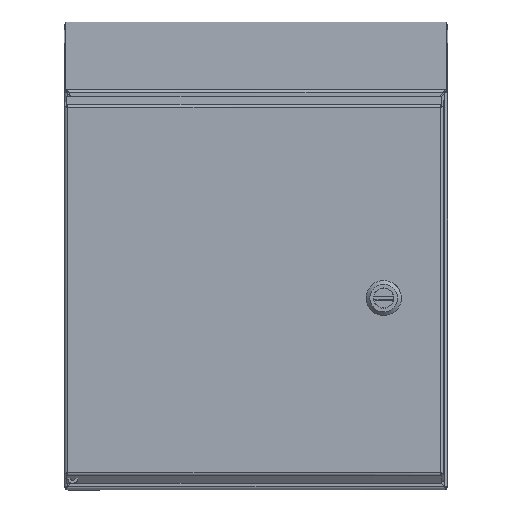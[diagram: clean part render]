
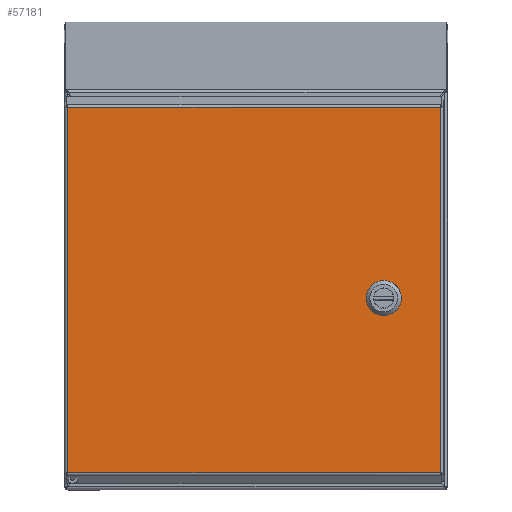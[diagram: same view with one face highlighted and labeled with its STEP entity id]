
A CAD part, top view. The second image highlights one B-rep face of the part: STEP entity #57181.
In plain terms, the highlighted planar face has unit normal (0, 0, 1).
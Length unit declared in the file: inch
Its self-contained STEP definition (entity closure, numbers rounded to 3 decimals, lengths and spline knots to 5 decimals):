
#1561 = CARTESIAN_POINT ( 'NONE',  ( 3.60182, -1.0893, 6.8865 ) ) ;
#1575 = EDGE_CURVE ( 'NONE', #29604, #58665, #13819, .T. ) ;
#2220 = DIRECTION ( 'NONE',  ( 0., 0., -1. ) ) ;
#2277 = EDGE_CURVE ( 'NONE', #69631, #25161, #27155, .T. ) ;
#2302 = CARTESIAN_POINT ( 'NONE',  ( 4.21488, -1.70236, 6.8865 ) ) ;
#3451 = VECTOR ( 'NONE', #23714, 39.37008 ) ;
#4389 = VECTOR ( 'NONE', #56521, 39.37008 ) ;
#5718 = DIRECTION ( 'NONE',  ( 0., 0., -1. ) ) ;
#5980 = CARTESIAN_POINT ( 'NONE',  ( -5.89343, -6.77604, 6.8865 ) ) ;
#7278 = DIRECTION ( 'NONE',  ( 1., 0., 0. ) ) ;
#7876 = VECTOR ( 'NONE', #79218, 39.37008 ) ;
#11374 = FACE_BOUND ( 'NONE', #71961, .T. ) ;
#11602 = VECTOR ( 'NONE', #31909, 39.37008 ) ;
#11862 = AXIS2_PLACEMENT_3D ( 'NONE', #53719, #60787, #59925 ) ;
#13172 = CARTESIAN_POINT ( 'NONE',  ( -0.06118, -6.77604, 6.8865 ) ) ;
#13819 = LINE ( 'NONE', #51256, #11602 ) ;
#14349 = ORIENTED_EDGE ( 'NONE', *, *, #34877, .T. ) ;
#14397 = ORIENTED_EDGE ( 'NONE', *, *, #41939, .T. ) ;
#16580 = VERTEX_POINT ( 'NONE', #64444 ) ;
#17528 = AXIS2_PLACEMENT_3D ( 'NONE', #65838, #5718, #79396 ) ;
#18157 = CARTESIAN_POINT ( 'NONE',  ( -0.06118, 4.67031, 6.8865 ) ) ;
#21120 = ORIENTED_EDGE ( 'NONE', *, *, #46503, .T. ) ;
#22379 = VERTEX_POINT ( 'NONE', #70750 ) ;
#22395 = VECTOR ( 'NONE', #25512, 39.37008 ) ;
#22797 = AXIS2_PLACEMENT_3D ( 'NONE', #28554, #2220, #75573 ) ;
#23714 = DIRECTION ( 'NONE',  ( -1., 0., 0. ) ) ;
#24096 = AXIS2_PLACEMENT_3D ( 'NONE', #30292, #50500, #37043 ) ;
#25161 = VERTEX_POINT ( 'NONE', #5980 ) ;
#25512 = DIRECTION ( 'NONE',  ( 0., 1., 0. ) ) ;
#26038 = CARTESIAN_POINT ( 'NONE',  ( 3.78776, -1.70236, 6.8865 ) ) ;
#26148 = VECTOR ( 'NONE', #71840, 39.37008 ) ;
#27155 = LINE ( 'NONE', #45430, #26148 ) ;
#28554 = CARTESIAN_POINT ( 'NONE',  ( 4.00129, -1.30282, 6.8865 ) ) ;
#29155 = EDGE_CURVE ( 'NONE', #56322, #59331, #36126, .T. ) ;
#29604 = VERTEX_POINT ( 'NONE', #35066 ) ;
#30292 = CARTESIAN_POINT ( 'NONE',  ( -0.06118, -1.05286, 6.8865 ) ) ;
#31137 = CARTESIAN_POINT ( 'NONE',  ( 3.78782, -0.90336, 6.8865 ) ) ;
#31865 = EDGE_CURVE ( 'NONE', #16580, #22379, #40061, .T. ) ;
#31909 = DIRECTION ( 'NONE',  ( 0., 1., 0. ) ) ;
#33819 = VERTEX_POINT ( 'NONE', #83687 ) ;
#34083 = CARTESIAN_POINT ( 'NONE',  ( -5.89343, 4.67031, 6.8865 ) ) ;
#34877 = EDGE_CURVE ( 'NONE', #33819, #46328, #35992, .T. ) ;
#34940 = ORIENTED_EDGE ( 'NONE', *, *, #1575, .T. ) ;
#35066 = CARTESIAN_POINT ( 'NONE',  ( 5.77107, -6.77604, 6.8865 ) ) ;
#35421 = FACE_OUTER_BOUND ( 'NONE', #62867, .T. ) ;
#35992 = LINE ( 'NONE', #46623, #22395 ) ;
#36126 = LINE ( 'NONE', #47100, #42484 ) ;
#37043 = DIRECTION ( 'NONE',  ( 1., 0., 0. ) ) ;
#38718 = LINE ( 'NONE', #43394, #71239 ) ;
#40061 = LINE ( 'NONE', #49154, #4389 ) ;
#40389 = CIRCLE ( 'NONE', #22797, 0.453 ) ;
#40540 = VERTEX_POINT ( 'NONE', #2302 ) ;
#41939 = EDGE_CURVE ( 'NONE', #25161, #29604, #58132, .T. ) ;
#42484 = VECTOR ( 'NONE', #7278, 39.37008 ) ;
#43191 = DIRECTION ( 'NONE',  ( 0., 0., -1. ) ) ;
#43394 = CARTESIAN_POINT ( 'NONE',  ( 3.78776, -1.70236, 6.8865 ) ) ;
#45430 = CARTESIAN_POINT ( 'NONE',  ( -5.89343, -1.05286, 6.8865 ) ) ;
#46328 = VERTEX_POINT ( 'NONE', #1561 ) ;
#46355 = ORIENTED_EDGE ( 'NONE', *, *, #76640, .T. ) ;
#46503 = EDGE_CURVE ( 'NONE', #22379, #40540, #76864, .T. ) ;
#46623 = CARTESIAN_POINT ( 'NONE',  ( 3.60182, -1.0893, 6.8865 ) ) ;
#47100 = CARTESIAN_POINT ( 'NONE',  ( 4.21494, -0.90336, 6.8865 ) ) ;
#48154 = ORIENTED_EDGE ( 'NONE', *, *, #52787, .T. ) ;
#49000 = DIRECTION ( 'NONE',  ( -1., 0., 0. ) ) ;
#49154 = CARTESIAN_POINT ( 'NONE',  ( 4.40082, -1.51643, 6.8865 ) ) ;
#49762 = CARTESIAN_POINT ( 'NONE',  ( 4.21494, -0.90336, 6.8865 ) ) ;
#50132 = ORIENTED_EDGE ( 'NONE', *, *, #31865, .T. ) ;
#50405 = ORIENTED_EDGE ( 'NONE', *, *, #84065, .T. ) ;
#50500 = DIRECTION ( 'NONE',  ( 0., 0., 1. ) ) ;
#51256 = CARTESIAN_POINT ( 'NONE',  ( 5.77107, -1.05286, 6.8865 ) ) ;
#52787 = EDGE_CURVE ( 'NONE', #58665, #69631, #84413, .T. ) ;
#53719 = CARTESIAN_POINT ( 'NONE',  ( 4.00129, -1.30291, 6.8865 ) ) ;
#54162 = AXIS2_PLACEMENT_3D ( 'NONE', #82637, #43191, #49000 ) ;
#56322 = VERTEX_POINT ( 'NONE', #31137 ) ;
#56521 = DIRECTION ( 'NONE',  ( 0., -1., 0. ) ) ;
#57181 = ADVANCED_FACE ( 'NONE', ( #11374, #35421 ), #70512, .T. ) ;
#58101 = ORIENTED_EDGE ( 'NONE', *, *, #69590, .T. ) ;
#58132 = LINE ( 'NONE', #13172, #7876 ) ;
#58665 = VERTEX_POINT ( 'NONE', #75879 ) ;
#59331 = VERTEX_POINT ( 'NONE', #49762 ) ;
#59925 = DIRECTION ( 'NONE',  ( -1., 0., 0. ) ) ;
#60787 = DIRECTION ( 'NONE',  ( 0., 0., -1. ) ) ;
#62867 = EDGE_LOOP ( 'NONE', ( #48154, #64364, #14397, #34940 ) ) ;
#64364 = ORIENTED_EDGE ( 'NONE', *, *, #2277, .T. ) ;
#64444 = CARTESIAN_POINT ( 'NONE',  ( 4.40082, -1.0893, 6.8865 ) ) ;
#65101 = EDGE_CURVE ( 'NONE', #83524, #33819, #86253, .T. ) ;
#65838 = CARTESIAN_POINT ( 'NONE',  ( 4.00132, -1.30286, 6.8865 ) ) ;
#69590 = EDGE_CURVE ( 'NONE', #46328, #56322, #72579, .T. ) ;
#69631 = VERTEX_POINT ( 'NONE', #34083 ) ;
#70512 = PLANE ( 'NONE',  #24096 ) ;
#70643 = DIRECTION ( 'NONE',  ( -1., 0., 0. ) ) ;
#70750 = CARTESIAN_POINT ( 'NONE',  ( 4.40082, -1.51643, 6.8865 ) ) ;
#70967 = ORIENTED_EDGE ( 'NONE', *, *, #65101, .T. ) ;
#71239 = VECTOR ( 'NONE', #70643, 39.37008 ) ;
#71840 = DIRECTION ( 'NONE',  ( 0., -1., 0. ) ) ;
#71961 = EDGE_LOOP ( 'NONE', ( #58101, #85667, #50405, #50132, #21120, #46355, #70967, #14349 ) ) ;
#72579 = CIRCLE ( 'NONE', #11862, 0.453 ) ;
#75573 = DIRECTION ( 'NONE',  ( -1., 0., 0. ) ) ;
#75879 = CARTESIAN_POINT ( 'NONE',  ( 5.77107, 4.67031, 6.8865 ) ) ;
#76640 = EDGE_CURVE ( 'NONE', #40540, #83524, #38718, .T. ) ;
#76864 = CIRCLE ( 'NONE', #54162, 0.453 ) ;
#79218 = DIRECTION ( 'NONE',  ( 1., 0., 0. ) ) ;
#79396 = DIRECTION ( 'NONE',  ( -1., 0., 0. ) ) ;
#82637 = CARTESIAN_POINT ( 'NONE',  ( 4.00132, -1.30286, 6.8865 ) ) ;
#83524 = VERTEX_POINT ( 'NONE', #26038 ) ;
#83687 = CARTESIAN_POINT ( 'NONE',  ( 3.60182, -1.51643, 6.8865 ) ) ;
#84065 = EDGE_CURVE ( 'NONE', #59331, #16580, #40389, .T. ) ;
#84413 = LINE ( 'NONE', #18157, #3451 ) ;
#85667 = ORIENTED_EDGE ( 'NONE', *, *, #29155, .T. ) ;
#86253 = CIRCLE ( 'NONE', #17528, 0.453 ) ;
